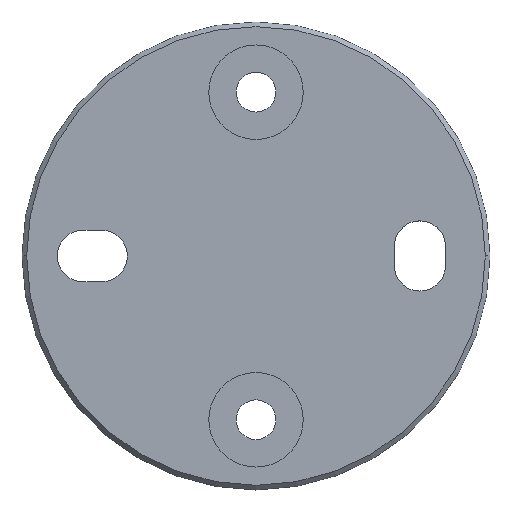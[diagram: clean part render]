
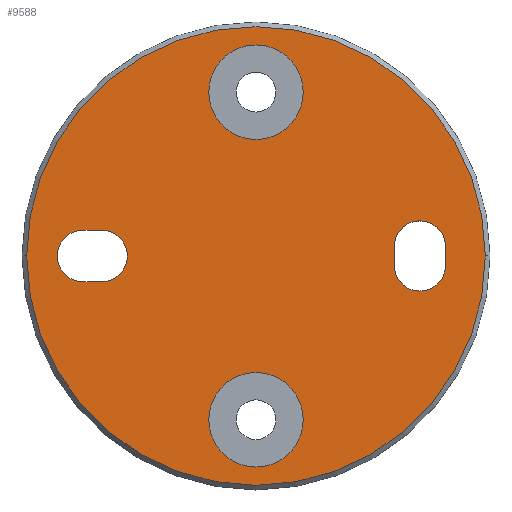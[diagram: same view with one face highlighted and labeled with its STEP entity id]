
A CAD part, top view. The second image highlights one B-rep face of the part: STEP entity #9588.
In plain terms, the highlighted planar face has unit normal (0, 0, 1).
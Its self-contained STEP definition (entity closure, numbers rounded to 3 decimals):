
#40 = DIRECTION ( 'NONE',  ( 0., 0., 1. ) ) ;
#235 = CARTESIAN_POINT ( 'NONE',  ( -42.5, 0., 6. ) ) ;
#364 = VECTOR ( 'NONE', #5022, 1000. ) ;
#373 = CARTESIAN_POINT ( 'NONE',  ( -37., 0., 6. ) ) ;
#461 = EDGE_LOOP ( 'NONE', ( #8045, #5005, #9044, #4760 ) ) ;
#479 = EDGE_CURVE ( 'NONE', #6497, #6356, #14087, .T. ) ;
#535 = VERTEX_POINT ( 'NONE', #1902 ) ;
#555 = CARTESIAN_POINT ( 'NONE',  ( 35., -2., 6. ) ) ;
#616 = DIRECTION ( 'NONE',  ( 1., 0., 0. ) ) ;
#698 = CARTESIAN_POINT ( 'NONE',  ( 49., 0., 6. ) ) ;
#742 = AXIS2_PLACEMENT_3D ( 'NONE', #8595, #12116, #13079 ) ;
#777 = EDGE_CURVE ( 'NONE', #12753, #2344, #3103, .T. ) ;
#870 = LINE ( 'NONE', #8279, #2798 ) ;
#1088 = FACE_BOUND ( 'NONE', #5994, .T. ) ;
#1183 = CIRCLE ( 'NONE', #2349, 5.5 ) ;
#1327 = EDGE_CURVE ( 'NONE', #10579, #1334, #13385, .T. ) ;
#1334 = VERTEX_POINT ( 'NONE', #7806 ) ;
#1420 = ORIENTED_EDGE ( 'NONE', *, *, #4037, .F. ) ;
#1690 = DIRECTION ( 'NONE',  ( 0., 0., 1. ) ) ;
#1894 = EDGE_LOOP ( 'NONE', ( #11030, #9674 ) ) ;
#1902 = CARTESIAN_POINT ( 'NONE',  ( 29.5, 2., 6. ) ) ;
#2099 = EDGE_CURVE ( 'NONE', #6823, #3404, #2985, .T. ) ;
#2344 = VERTEX_POINT ( 'NONE', #10948 ) ;
#2349 = AXIS2_PLACEMENT_3D ( 'NONE', #7295, #6335, #616 ) ;
#2407 = ORIENTED_EDGE ( 'NONE', *, *, #9247, .F. ) ;
#2418 = DIRECTION ( 'NONE',  ( 1., 0., 0. ) ) ;
#2710 = DIRECTION ( 'NONE',  ( -1., 0., 0. ) ) ;
#2748 = EDGE_CURVE ( 'NONE', #3498, #12753, #6440, .T. ) ;
#2798 = VECTOR ( 'NONE', #9437, 1000. ) ;
#2985 = CIRCLE ( 'NONE', #13684, 10.1 ) ;
#3103 = LINE ( 'NONE', #5998, #4972 ) ;
#3247 = DIRECTION ( 'NONE',  ( 0., 0., 1. ) ) ;
#3272 = CARTESIAN_POINT ( 'NONE',  ( 0., 0., 6. ) ) ;
#3283 = CARTESIAN_POINT ( 'NONE',  ( -33., -5.5, 6. ) ) ;
#3404 = VERTEX_POINT ( 'NONE', #14110 ) ;
#3421 = AXIS2_PLACEMENT_3D ( 'NONE', #11311, #7071, #4620 ) ;
#3498 = VERTEX_POINT ( 'NONE', #3283 ) ;
#3575 = CARTESIAN_POINT ( 'NONE',  ( 0., 35., 6. ) ) ;
#3629 = VECTOR ( 'NONE', #6156, 1000. ) ;
#3693 = FACE_OUTER_BOUND ( 'NONE', #10454, .T. ) ;
#4037 = EDGE_CURVE ( 'NONE', #2344, #10579, #10800, .T. ) ;
#4433 = DIRECTION ( 'NONE',  ( 0., 0., 1. ) ) ;
#4497 = VERTEX_POINT ( 'NONE', #698 ) ;
#4531 = DIRECTION ( 'NONE',  ( 1., 0., 0. ) ) ;
#4620 = DIRECTION ( 'NONE',  ( 1., 0., 0. ) ) ;
#4637 = VERTEX_POINT ( 'NONE', #9774 ) ;
#4731 = AXIS2_PLACEMENT_3D ( 'NONE', #3272, #10957, #12109 ) ;
#4751 = CARTESIAN_POINT ( 'NONE',  ( 0., 0., 6. ) ) ;
#4760 = ORIENTED_EDGE ( 'NONE', *, *, #8535, .F. ) ;
#4850 = EDGE_CURVE ( 'NONE', #12656, #4637, #10420, .T. ) ;
#4972 = VECTOR ( 'NONE', #2710, 1000. ) ;
#5005 = ORIENTED_EDGE ( 'NONE', *, *, #4850, .F. ) ;
#5010 = EDGE_CURVE ( 'NONE', #1334, #3498, #10608, .T. ) ;
#5022 = DIRECTION ( 'NONE',  ( 0., -1., 0. ) ) ;
#5095 = DIRECTION ( 'NONE',  ( 1., 0., 0. ) ) ;
#5300 = CARTESIAN_POINT ( 'NONE',  ( -10.1, -35., 6. ) ) ;
#5594 = DIRECTION ( 'NONE',  ( 0., 0., 1. ) ) ;
#5692 = DIRECTION ( 'NONE',  ( 1., 0., 0. ) ) ;
#5744 = CARTESIAN_POINT ( 'NONE',  ( 0., 35., 6. ) ) ;
#5947 = ORIENTED_EDGE ( 'NONE', *, *, #2748, .F. ) ;
#5989 = CARTESIAN_POINT ( 'NONE',  ( 10.1, 35., 6. ) ) ;
#5994 = EDGE_LOOP ( 'NONE', ( #11788, #2407 ) ) ;
#5998 = CARTESIAN_POINT ( 'NONE',  ( -37., 5.5, 6. ) ) ;
#6022 = EDGE_LOOP ( 'NONE', ( #8636, #6163, #1420, #7632, #5947 ) ) ;
#6156 = DIRECTION ( 'NONE',  ( 1., 0., 0. ) ) ;
#6163 = ORIENTED_EDGE ( 'NONE', *, *, #1327, .F. ) ;
#6335 = DIRECTION ( 'NONE',  ( 0., 0., 1. ) ) ;
#6356 = VERTEX_POINT ( 'NONE', #10266 ) ;
#6440 = CIRCLE ( 'NONE', #3421, 5.5 ) ;
#6497 = VERTEX_POINT ( 'NONE', #5300 ) ;
#6607 = DIRECTION ( 'NONE',  ( 1., 0., 0. ) ) ;
#6710 = CARTESIAN_POINT ( 'NONE',  ( -33., 5.5, 6. ) ) ;
#6730 = DIRECTION ( 'NONE',  ( 1., 0., 0. ) ) ;
#6738 = ORIENTED_EDGE ( 'NONE', *, *, #14157, .T. ) ;
#6823 = VERTEX_POINT ( 'NONE', #5989 ) ;
#6897 = DIRECTION ( 'NONE',  ( 0., 0., 1. ) ) ;
#7071 = DIRECTION ( 'NONE',  ( 0., 0., 1. ) ) ;
#7235 = AXIS2_PLACEMENT_3D ( 'NONE', #373, #5594, #6730 ) ;
#7290 = CARTESIAN_POINT ( 'NONE',  ( 0., -35., 6. ) ) ;
#7295 = CARTESIAN_POINT ( 'NONE',  ( 35., 2., 6. ) ) ;
#7352 = CIRCLE ( 'NONE', #13103, 49. ) ;
#7630 = AXIS2_PLACEMENT_3D ( 'NONE', #9888, #3247, #5692 ) ;
#7632 = ORIENTED_EDGE ( 'NONE', *, *, #777, .F. ) ;
#7806 = CARTESIAN_POINT ( 'NONE',  ( -37., -5.5, 6. ) ) ;
#8045 = ORIENTED_EDGE ( 'NONE', *, *, #8439, .F. ) ;
#8219 = CIRCLE ( 'NONE', #13726, 10.1 ) ;
#8279 = CARTESIAN_POINT ( 'NONE',  ( 40.5, -2., 6. ) ) ;
#8303 = CARTESIAN_POINT ( 'NONE',  ( 40.5, 2., 6. ) ) ;
#8439 = EDGE_CURVE ( 'NONE', #4637, #10265, #870, .T. ) ;
#8535 = EDGE_CURVE ( 'NONE', #10265, #535, #1183, .T. ) ;
#8595 = CARTESIAN_POINT ( 'NONE',  ( 0., 0., 6. ) ) ;
#8636 = ORIENTED_EDGE ( 'NONE', *, *, #5010, .F. ) ;
#9009 = AXIS2_PLACEMENT_3D ( 'NONE', #7290, #12971, #5095 ) ;
#9044 = ORIENTED_EDGE ( 'NONE', *, *, #12202, .F. ) ;
#9247 = EDGE_CURVE ( 'NONE', #3404, #6823, #11207, .T. ) ;
#9437 = DIRECTION ( 'NONE',  ( 0., 1., 0. ) ) ;
#9464 = CARTESIAN_POINT ( 'NONE',  ( -37., -5.5, 6. ) ) ;
#9470 = CARTESIAN_POINT ( 'NONE',  ( 29.5, -2., 6. ) ) ;
#9531 = ORIENTED_EDGE ( 'NONE', *, *, #12516, .T. ) ;
#9588 = ADVANCED_FACE ( 'NONE', ( #3693, #10153, #1088, #10489, #13481 ), #10029, .T. ) ;
#9674 = ORIENTED_EDGE ( 'NONE', *, *, #479, .F. ) ;
#9774 = CARTESIAN_POINT ( 'NONE',  ( 40.5, -2., 6. ) ) ;
#9888 = CARTESIAN_POINT ( 'NONE',  ( -37., 0., 6. ) ) ;
#10015 = CARTESIAN_POINT ( 'NONE',  ( 0., -35., 6. ) ) ;
#10029 = PLANE ( 'NONE',  #4731 ) ;
#10153 = FACE_BOUND ( 'NONE', #1894, .T. ) ;
#10265 = VERTEX_POINT ( 'NONE', #8303 ) ;
#10266 = CARTESIAN_POINT ( 'NONE',  ( 10.1, -35., 6. ) ) ;
#10420 = CIRCLE ( 'NONE', #10993, 5.5 ) ;
#10454 = EDGE_LOOP ( 'NONE', ( #9531, #6738 ) ) ;
#10489 = FACE_BOUND ( 'NONE', #461, .T. ) ;
#10579 = VERTEX_POINT ( 'NONE', #235 ) ;
#10608 = LINE ( 'NONE', #9464, #3629 ) ;
#10719 = CARTESIAN_POINT ( 'NONE',  ( 29.5, -2., 6. ) ) ;
#10800 = CIRCLE ( 'NONE', #7630, 5.5 ) ;
#10844 = VERTEX_POINT ( 'NONE', #13314 ) ;
#10948 = CARTESIAN_POINT ( 'NONE',  ( -37., 5.5, 6. ) ) ;
#10957 = DIRECTION ( 'NONE',  ( 0., 0., 1. ) ) ;
#10993 = AXIS2_PLACEMENT_3D ( 'NONE', #555, #1690, #14182 ) ;
#11030 = ORIENTED_EDGE ( 'NONE', *, *, #13356, .F. ) ;
#11207 = CIRCLE ( 'NONE', #11473, 10.1 ) ;
#11298 = DIRECTION ( 'NONE',  ( 1., 0., 0. ) ) ;
#11311 = CARTESIAN_POINT ( 'NONE',  ( -33., 0., 6. ) ) ;
#11473 = AXIS2_PLACEMENT_3D ( 'NONE', #3575, #6897, #4531 ) ;
#11788 = ORIENTED_EDGE ( 'NONE', *, *, #2099, .F. ) ;
#12109 = DIRECTION ( 'NONE',  ( 1., 0., 0. ) ) ;
#12116 = DIRECTION ( 'NONE',  ( 0., 0., 1. ) ) ;
#12202 = EDGE_CURVE ( 'NONE', #535, #12656, #12589, .T. ) ;
#12516 = EDGE_CURVE ( 'NONE', #10844, #4497, #7352, .T. ) ;
#12581 = DIRECTION ( 'NONE',  ( 0., 0., 1. ) ) ;
#12589 = LINE ( 'NONE', #9470, #364 ) ;
#12656 = VERTEX_POINT ( 'NONE', #10719 ) ;
#12753 = VERTEX_POINT ( 'NONE', #6710 ) ;
#12971 = DIRECTION ( 'NONE',  ( 0., 0., 1. ) ) ;
#13079 = DIRECTION ( 'NONE',  ( 1., 0., 0. ) ) ;
#13103 = AXIS2_PLACEMENT_3D ( 'NONE', #4751, #12581, #2418 ) ;
#13314 = CARTESIAN_POINT ( 'NONE',  ( -49., 0., 6. ) ) ;
#13356 = EDGE_CURVE ( 'NONE', #6356, #6497, #8219, .T. ) ;
#13385 = CIRCLE ( 'NONE', #7235, 5.5 ) ;
#13481 = FACE_BOUND ( 'NONE', #6022, .T. ) ;
#13684 = AXIS2_PLACEMENT_3D ( 'NONE', #5744, #40, #11298 ) ;
#13726 = AXIS2_PLACEMENT_3D ( 'NONE', #10015, #4433, #6607 ) ;
#13956 = CIRCLE ( 'NONE', #742, 49. ) ;
#14087 = CIRCLE ( 'NONE', #9009, 10.1 ) ;
#14110 = CARTESIAN_POINT ( 'NONE',  ( -10.1, 35., 6. ) ) ;
#14157 = EDGE_CURVE ( 'NONE', #4497, #10844, #13956, .T. ) ;
#14182 = DIRECTION ( 'NONE',  ( 1., 0., 0. ) ) ;
